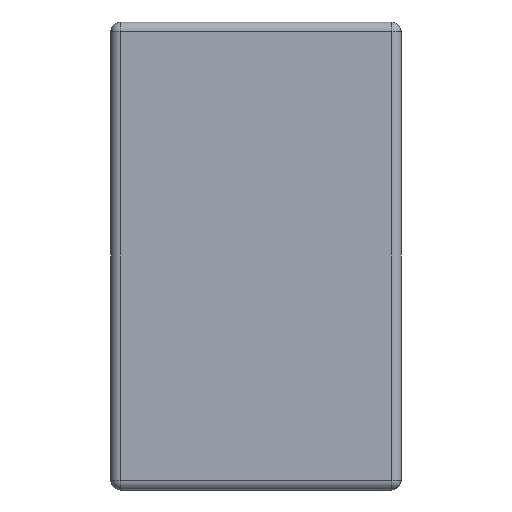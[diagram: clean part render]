
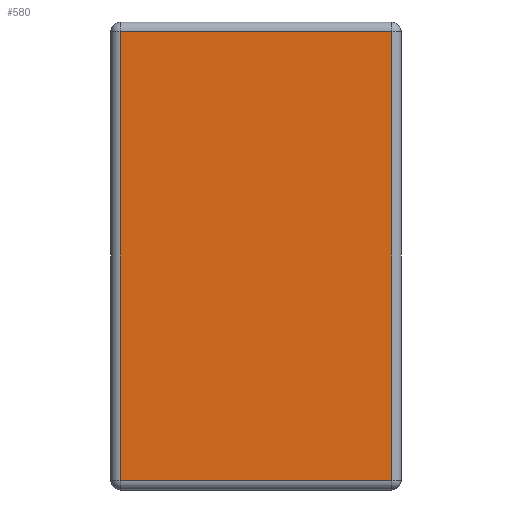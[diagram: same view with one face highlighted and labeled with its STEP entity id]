
A CAD part, left-side view. The second image highlights one B-rep face of the part: STEP entity #580.
In plain terms, the highlighted planar face has unit normal (-1, 0, 0).
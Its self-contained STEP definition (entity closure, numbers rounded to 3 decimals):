
#162 = EDGE_LOOP ( 'NONE', ( #2500, #1806, #4049, #912 ) ) ;
#271 = DIRECTION ( 'NONE',  ( -1., 0., 0. ) ) ;
#358 = VECTOR ( 'NONE', #2236, 1000. ) ;
#359 = LINE ( 'NONE', #2392, #3932 ) ;
#420 = LINE ( 'NONE', #786, #358 ) ;
#538 = VERTEX_POINT ( 'NONE', #2241 ) ;
#580 = ADVANCED_FACE ( 'NONE', ( #4029 ), #2193, .T. ) ;
#757 = CARTESIAN_POINT ( 'NONE',  ( 0., 0., -1.42 ) ) ;
#768 = EDGE_CURVE ( 'NONE', #3375, #3506, #2409, .T. ) ;
#786 = CARTESIAN_POINT ( 'NONE',  ( 0., 0.03, 0. ) ) ;
#912 = ORIENTED_EDGE ( 'NONE', *, *, #768, .T. ) ;
#963 = VERTEX_POINT ( 'NONE', #2335 ) ;
#1077 = EDGE_CURVE ( 'NONE', #3506, #963, #1488, .T. ) ;
#1296 = CARTESIAN_POINT ( 'NONE',  ( 0., 0., 0. ) ) ;
#1336 = EDGE_CURVE ( 'NONE', #538, #3375, #359, .T. ) ;
#1392 = EDGE_CURVE ( 'NONE', #963, #538, #420, .T. ) ;
#1488 = LINE ( 'NONE', #757, #1527 ) ;
#1527 = VECTOR ( 'NONE', #1818, 1000. ) ;
#1668 = VECTOR ( 'NONE', #2052, 1000. ) ;
#1747 = DIRECTION ( 'NONE',  ( 0., 1., 0. ) ) ;
#1806 = ORIENTED_EDGE ( 'NONE', *, *, #1392, .T. ) ;
#1818 = DIRECTION ( 'NONE',  ( 0., -1., 0. ) ) ;
#2052 = DIRECTION ( 'NONE',  ( 0., 0., -1. ) ) ;
#2193 = PLANE ( 'NONE',  #2933 ) ;
#2236 = DIRECTION ( 'NONE',  ( 0., 0., 1. ) ) ;
#2241 = CARTESIAN_POINT ( 'NONE',  ( 0., 0.03, -0.03 ) ) ;
#2335 = CARTESIAN_POINT ( 'NONE',  ( 0., 0.03, -1.42 ) ) ;
#2392 = CARTESIAN_POINT ( 'NONE',  ( 0., 0.9, -0.03 ) ) ;
#2409 = LINE ( 'NONE', #4156, #1668 ) ;
#2500 = ORIENTED_EDGE ( 'NONE', *, *, #1077, .T. ) ;
#2855 = CARTESIAN_POINT ( 'NONE',  ( 0., 0.87, -0.03 ) ) ;
#2933 = AXIS2_PLACEMENT_3D ( 'NONE', #1296, #271, #3424 ) ;
#3375 = VERTEX_POINT ( 'NONE', #2855 ) ;
#3424 = DIRECTION ( 'NONE',  ( 0., 0., 1. ) ) ;
#3506 = VERTEX_POINT ( 'NONE', #3634 ) ;
#3634 = CARTESIAN_POINT ( 'NONE',  ( 0., 0.87, -1.42 ) ) ;
#3932 = VECTOR ( 'NONE', #1747, 1000. ) ;
#4029 = FACE_OUTER_BOUND ( 'NONE', #162, .T. ) ;
#4049 = ORIENTED_EDGE ( 'NONE', *, *, #1336, .T. ) ;
#4156 = CARTESIAN_POINT ( 'NONE',  ( 0., 0.87, -1.45 ) ) ;
